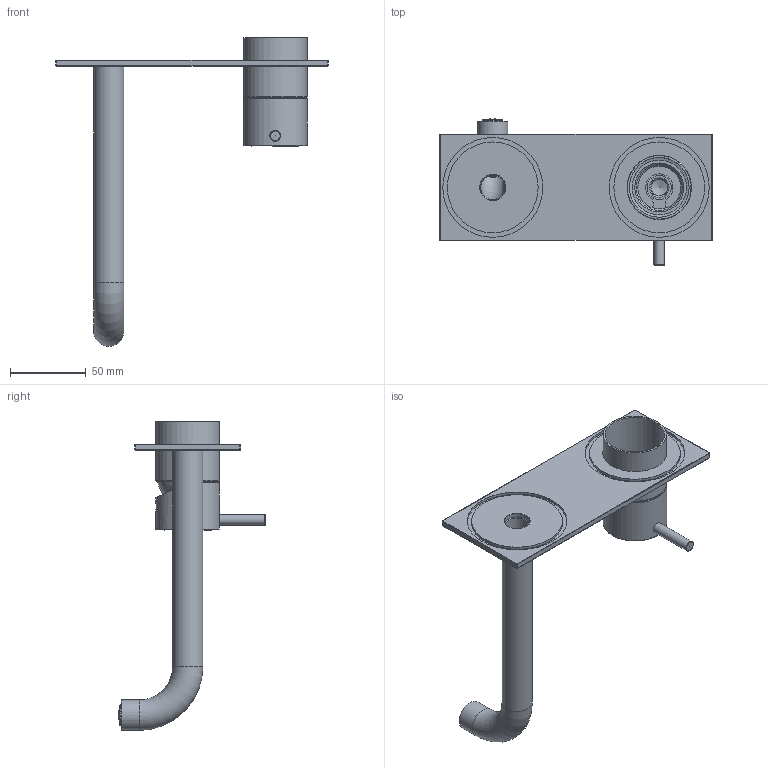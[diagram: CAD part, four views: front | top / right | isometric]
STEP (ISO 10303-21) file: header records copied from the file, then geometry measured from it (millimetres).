
FILE_DESCRIPTION(/* description */ ('Unknown'),/* implementation_level */ '2;1');
FILE_NAME(/* name */ 'CB106-18',/* time_stamp */ '2023-11-20T14:35:01+01:00',/* author */ ('Unknown'),/* organization */ ('Unknown'),/* preprocessor_version */ 'ST-DEVELOPER v18.102',/* originating_system */ 'Solid Edge',/* authorisation */ 'Unknown');
FILE_SCHEMA (('AUTOMOTIVE_DESIGN {1 0 10303 214 3 1 1}'));
Length unit declared in the file: millimetre
Products named in the file (12): CB106EXT18-00; CB031-11; CB105-001_oa_0; CB105-01; CB003-08; CB095-001; CB095-01; CB003-21; CB006FL-00_oa_1; CB006-03; CB003-002_oa_2; CB003-002-1
Assembly tree (11 placements, depth 3):
  CB106EXT18-00
    CB031-11
    CB105-001_oa_0
      CB105-01
      CB003-08
    CB095-001
      CB095-01
      CB003-21
    CB006FL-00_oa_1
      CB006-03
    CB003-002_oa_2
      CB003-002-1
Bounding box: 180 x 97.32 x 203.8 mm (x, y, z)
Volume: 88665.6 mm3; surface area: 75938.8 mm2
Topology: 7 solids, 7 shells, 327 faces, 808 edges, 522 vertices
Faces by surface type: plane 168, cylinder 61, bspline 42, torus 33, cone 18, sphere 5
Full cylindrical faces by diameter (mm): 3.242 x1, 3.3 x1, 4 x1, 5 x2, 6 x1, 7 x1, 7.2 x1, 11 x1, 12.196 x1, 13.464 x1, 14.577 x1, 15.033 x1, 15.218 x1, 15.229 x1, 15.417 x1, 16 x3, 16.1 x2, 16.3 x1, 16.5 x2, 16.75 x1, 17 x1, 20 x2, 20.5 x1, 28.3 x1, 30.376 x2, 36 x1, 39 x1, 39.5 x1, 42 x2, 42.5 x2
Entity records: 11673 total; most frequent: CARTESIAN_POINT 2539, ORIENTED_EDGE 1384, DIRECTION 1309, EDGE_CURVE 692, AXIS2_PLACEMENT_3D 504, VERTEX_POINT 493, FACE_BOUND 455, EDGE_LOOP 452
